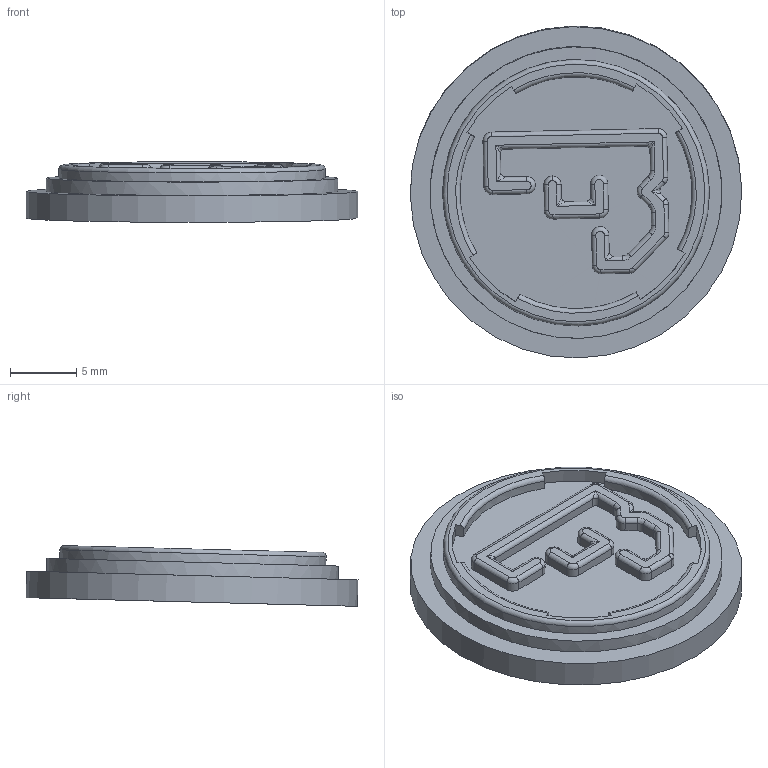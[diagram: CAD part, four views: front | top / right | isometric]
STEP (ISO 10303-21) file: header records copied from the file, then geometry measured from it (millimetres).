
FILE_DESCRIPTION(/* description */ ('Unknown'),/* implementation_level */ '2;1');
FILE_NAME(/* name */ 'CZ_standCoin',/* time_stamp */ '2024-02-21T21:04:14-05:00',/* author */ ('Unknown'),/* organization */ ('Unknown'),/* preprocessor_version */ 'ST-DEVELOPER v18.1',/* originating_system */ 'Solid Edge',/* authorisation */ 'Unknown');
FILE_SCHEMA (('PROCESS_PLANNING_SCHEMA','AUTOMOTIVE_DESIGN {1 0 10303 214 3 1 1}'));
Length unit declared in the file: millimetre
Products named in the file (2): jericho941_pre2007_holsters; CZ_standCoin
Assembly tree (1 placements, depth 2):
  jericho941_pre2007_holsters
    CZ_standCoin
Bounding box: 25 x 25.04 x 4.58 mm (x, y, z)
Volume: 1477.7 mm3; surface area: 1394.1 mm2
Topology: 1 solids, 1 shells, 137 faces, 339 edges, 202 vertices
Faces by surface type: cylinder 64, plane 41, torus 25, bspline 7
Full cylindrical faces by diameter (mm): 20.097 x1, 22 x1, 25 x1
Entity records: 4214 total; most frequent: CARTESIAN_POINT 1077, ORIENTED_EDGE 652, DIRECTION 640, EDGE_CURVE 326, AXIS2_PLACEMENT_3D 255, VERTEX_POINT 200, EDGE_LOOP 146, FACE_BOUND 146
